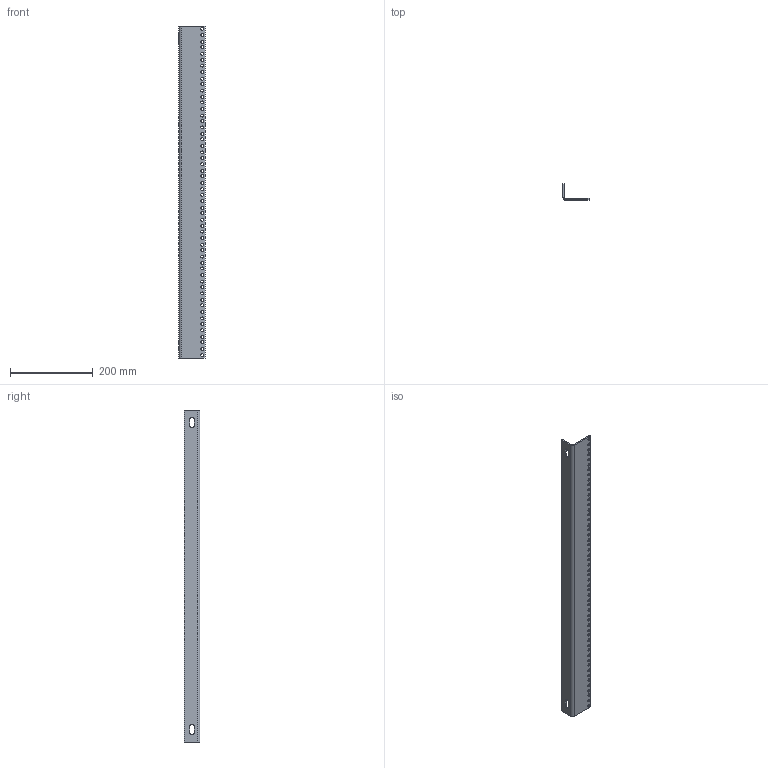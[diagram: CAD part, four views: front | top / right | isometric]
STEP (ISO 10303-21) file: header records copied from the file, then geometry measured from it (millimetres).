
FILE_DESCRIPTION (( 'STEP AP203' ), '1' );
FILE_NAME ('SCE-72RP30F6.step', '2021-01-08T15:46:43', ( 'ADC123' ), ( 'Microsoft' ), 'SwSTEP 2.0', 'SolidWorks 2019', '' );
FILE_SCHEMA (( 'CONFIG_CONTROL_DESIGN' ));
Length unit declared in the file: inch
Products named in the file (1): SCE-72RP30F6
Bounding box: 62.71 x 38.1 x 800.1 mm (x, y, z)
Volume: 234354.1 mm3; surface area: 157559.8 mm2
Topology: 1 solids, 1 shells, 130 faces, 376 edges, 248 vertices
Faces by surface type: cylinder 114, plane 16
Entity records: 4707 total; most frequent: DIRECTION 866, CARTESIAN_POINT 755, ORIENTED_EDGE 752, EDGE_CURVE 376, AXIS2_PLACEMENT_3D 359, VERTEX_POINT 248, EDGE_LOOP 242, CIRCLE 228
